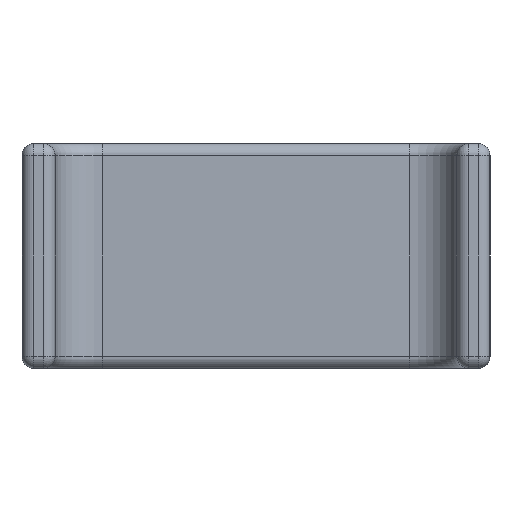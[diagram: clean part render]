
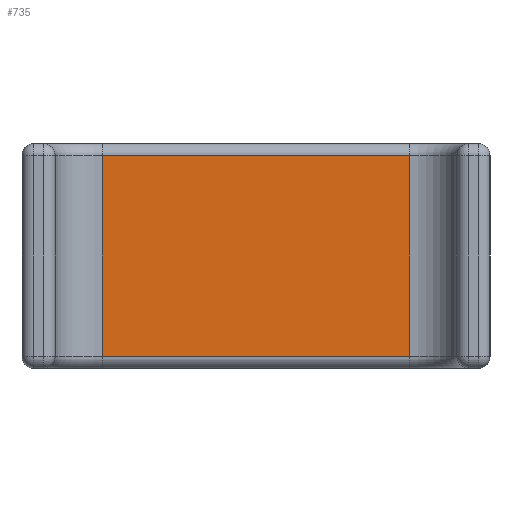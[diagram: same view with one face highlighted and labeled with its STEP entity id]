
A CAD part, left-side view. The second image highlights one B-rep face of the part: STEP entity #735.
In plain terms, the highlighted planar face has unit normal (-1, 0, 0).
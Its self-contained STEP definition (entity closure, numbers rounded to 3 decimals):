
#19=PLANE('',#842);
#37=LINE('',#1165,#85);
#52=LINE('',#1240,#100);
#77=LINE('',#1312,#125);
#80=LINE('',#1317,#128);
#85=VECTOR('',#906,13.);
#100=VECTOR('',#995,13.);
#125=VECTOR('',#1086,8.5);
#128=VECTOR('',#1093,8.5);
#194=FACE_OUTER_BOUND('',#247,.T.);
#247=EDGE_LOOP('',(#624,#625,#626,#627));
#330=VERTEX_POINT('',#1157);
#332=VERTEX_POINT('',#1163);
#352=VERTEX_POINT('',#1230);
#354=VERTEX_POINT('',#1236);
#391=EDGE_CURVE('',#332,#330,#37,.T.);
#429=EDGE_CURVE('',#352,#354,#52,.T.);
#469=EDGE_CURVE('',#354,#332,#77,.T.);
#472=EDGE_CURVE('',#330,#352,#80,.T.);
#624=ORIENTED_EDGE('',*,*,#429,.F.);
#625=ORIENTED_EDGE('',*,*,#472,.F.);
#626=ORIENTED_EDGE('',*,*,#391,.F.);
#627=ORIENTED_EDGE('',*,*,#469,.F.);
#735=ADVANCED_FACE('',(#194),#19,.T.);
#842=AXIS2_PLACEMENT_3D('',#1316,#1091,#1092);
#906=DIRECTION('',(0.,1.,0.));
#995=DIRECTION('',(0.,-1.,0.));
#1086=DIRECTION('',(0.,0.,-1.));
#1091=DIRECTION('center_axis',(-1.,0.,0.));
#1092=DIRECTION('ref_axis',(0.,-1.,0.));
#1093=DIRECTION('',(0.,0.,1.));
#1157=CARTESIAN_POINT('',(41.,6.5,0.5));
#1163=CARTESIAN_POINT('',(41.,-6.5,0.5));
#1165=CARTESIAN_POINT('',(41.,4.25,0.5));
#1230=CARTESIAN_POINT('',(41.,6.5,9.));
#1236=CARTESIAN_POINT('',(41.,-6.5,9.));
#1240=CARTESIAN_POINT('',(41.,4.25,9.));
#1312=CARTESIAN_POINT('',(41.,-6.5,0.));
#1316=CARTESIAN_POINT('Origin',(41.,8.5,0.));
#1317=CARTESIAN_POINT('',(41.,6.5,0.));
